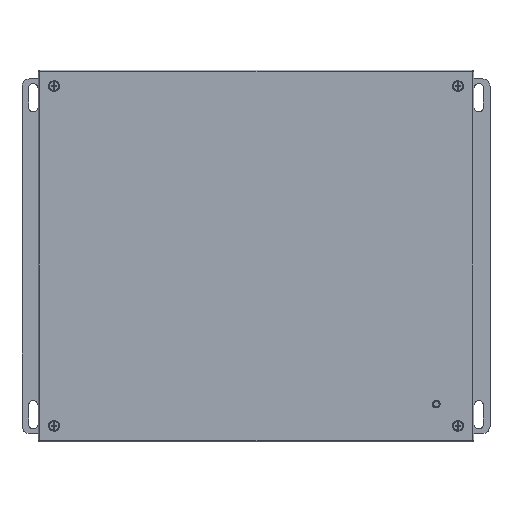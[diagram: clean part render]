
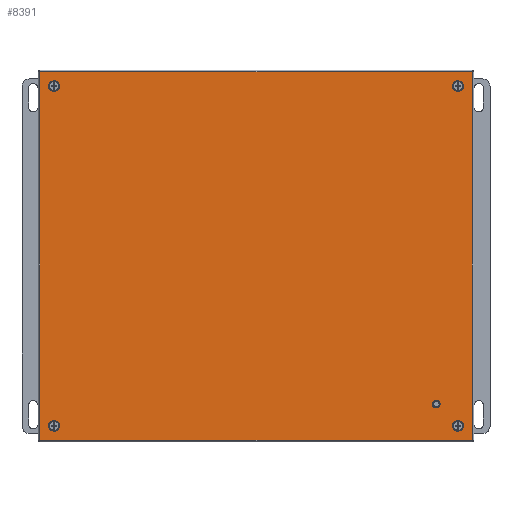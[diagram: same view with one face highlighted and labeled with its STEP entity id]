
A CAD part, top view. The second image highlights one B-rep face of the part: STEP entity #8391.
In plain terms, the highlighted planar face has unit normal (0, 0, 1).
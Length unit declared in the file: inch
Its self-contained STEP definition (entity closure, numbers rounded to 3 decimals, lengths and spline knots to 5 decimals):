
#286 = DIRECTION ( 'NONE',  ( -1., 0., 0. ) ) ;
#306 = FACE_BOUND ( 'NONE', #3178, .T. ) ;
#682 = EDGE_LOOP ( 'NONE', ( #15806 ) ) ;
#1022 = CARTESIAN_POINT ( 'NONE',  ( 14.23115, -0.10635, 6.135 ) ) ;
#2307 = CARTESIAN_POINT ( 'NONE',  ( 12.9346, 1.09365, 6.135 ) ) ;
#2732 = ORIENTED_EDGE ( 'NONE', *, *, #27693, .T. ) ;
#2799 = CARTESIAN_POINT ( 'NONE',  ( 13.7499, 0.3749, 6.135 ) ) ;
#3178 = EDGE_LOOP ( 'NONE', ( #4027 ) ) ;
#3313 = ORIENTED_EDGE ( 'NONE', *, *, #7311, .T. ) ;
#3502 = FACE_BOUND ( 'NONE', #37077, .T. ) ;
#4027 = ORIENTED_EDGE ( 'NONE', *, *, #17542, .T. ) ;
#4330 = CARTESIAN_POINT ( 'NONE',  ( 13.03115, 1.09365, 6.135 ) ) ;
#4532 = CIRCLE ( 'NONE', #20294, 0.133 ) ;
#4638 = EDGE_CURVE ( 'NONE', #8581, #8581, #41851, .T. ) ;
#4656 = EDGE_LOOP ( 'NONE', ( #2732, #38035, #3313, #38741 ) ) ;
#6052 = AXIS2_PLACEMENT_3D ( 'NONE', #30852, #30187, #24078 ) ;
#6486 = FACE_BOUND ( 'NONE', #14411, .T. ) ;
#6704 = VECTOR ( 'NONE', #40448, 39.37008 ) ;
#6885 = DIRECTION ( 'NONE',  ( 0., 0., -1. ) ) ;
#7311 = EDGE_CURVE ( 'NONE', #27051, #27950, #38645, .T. ) ;
#7354 = DIRECTION ( 'NONE',  ( 0., 0., -1. ) ) ;
#7721 = CARTESIAN_POINT ( 'NONE',  ( 14.28117, 12.10625, 6.135 ) ) ;
#8107 = VERTEX_POINT ( 'NONE', #33501 ) ;
#8391 = ADVANCED_FACE ( 'NONE', ( #6486, #32766, #20040, #306, #3502, #16594 ), #13387, .F. ) ;
#8581 = VERTEX_POINT ( 'NONE', #2307 ) ;
#10429 = CARTESIAN_POINT ( 'NONE',  ( 13.7499, 11.625, 6.135 ) ) ;
#11080 = VERTEX_POINT ( 'NONE', #38550 ) ;
#11639 = LINE ( 'NONE', #40237, #6704 ) ;
#11977 = VECTOR ( 'NONE', #23793, 39.37008 ) ;
#13229 = CIRCLE ( 'NONE', #33662, 0.133 ) ;
#13362 = DIRECTION ( 'NONE',  ( 0., 0., -1. ) ) ;
#13387 = PLANE ( 'NONE',  #6052 ) ;
#14169 = EDGE_LOOP ( 'NONE', ( #17856 ) ) ;
#14411 = EDGE_LOOP ( 'NONE', ( #17533 ) ) ;
#15369 = AXIS2_PLACEMENT_3D ( 'NONE', #10429, #39467, #32797 ) ;
#15806 = ORIENTED_EDGE ( 'NONE', *, *, #4638, .T. ) ;
#16594 = FACE_OUTER_BOUND ( 'NONE', #4656, .T. ) ;
#16641 = VERTEX_POINT ( 'NONE', #23699 ) ;
#17533 = ORIENTED_EDGE ( 'NONE', *, *, #22729, .T. ) ;
#17542 = EDGE_CURVE ( 'NONE', #27766, #27766, #4532, .T. ) ;
#17548 = EDGE_CURVE ( 'NONE', #8107, #8107, #40041, .T. ) ;
#17565 = CARTESIAN_POINT ( 'NONE',  ( -0.10625, -0.10635, 6.135 ) ) ;
#17856 = ORIENTED_EDGE ( 'NONE', *, *, #32884, .T. ) ;
#18843 = CARTESIAN_POINT ( 'NONE',  ( -0.10625, 8.05245, 6.135 ) ) ;
#19260 = VERTEX_POINT ( 'NONE', #35260 ) ;
#20022 = CARTESIAN_POINT ( 'NONE',  ( 0.375, 11.625, 6.135 ) ) ;
#20040 = FACE_BOUND ( 'NONE', #14169, .T. ) ;
#20294 = AXIS2_PLACEMENT_3D ( 'NONE', #23021, #6885, #286 ) ;
#20591 = LINE ( 'NONE', #7721, #11977 ) ;
#20712 = CARTESIAN_POINT ( 'NONE',  ( 14.23115, 12.10625, 6.135 ) ) ;
#22729 = EDGE_CURVE ( 'NONE', #16641, #16641, #32274, .T. ) ;
#23021 = CARTESIAN_POINT ( 'NONE',  ( 0.375, 0.3749, 6.135 ) ) ;
#23699 = CARTESIAN_POINT ( 'NONE',  ( 13.6169, 11.625, 6.135 ) ) ;
#23793 = DIRECTION ( 'NONE',  ( -1., 0., 0. ) ) ;
#24078 = DIRECTION ( 'NONE',  ( -1., 0., 0. ) ) ;
#24371 = CARTESIAN_POINT ( 'NONE',  ( 0.242, 0.3749, 6.135 ) ) ;
#25220 = VECTOR ( 'NONE', #38222, 39.37008 ) ;
#25409 = CARTESIAN_POINT ( 'NONE',  ( 14.23115, 8.05245, 6.135 ) ) ;
#25418 = LINE ( 'NONE', #18843, #28302 ) ;
#27051 = VERTEX_POINT ( 'NONE', #1022 ) ;
#27693 = EDGE_CURVE ( 'NONE', #19260, #35692, #25418, .T. ) ;
#27766 = VERTEX_POINT ( 'NONE', #24371 ) ;
#27950 = VERTEX_POINT ( 'NONE', #20712 ) ;
#28302 = VECTOR ( 'NONE', #38441, 39.37008 ) ;
#28884 = DIRECTION ( 'NONE',  ( 0., 0., -1. ) ) ;
#30187 = DIRECTION ( 'NONE',  ( 0., 0., -1. ) ) ;
#30852 = CARTESIAN_POINT ( 'NONE',  ( 14.28117, 8.05245, 6.135 ) ) ;
#31159 = AXIS2_PLACEMENT_3D ( 'NONE', #20022, #13362, #39198 ) ;
#32274 = CIRCLE ( 'NONE', #15369, 0.133 ) ;
#32766 = FACE_BOUND ( 'NONE', #682, .T. ) ;
#32797 = DIRECTION ( 'NONE',  ( -1., 0., 0. ) ) ;
#32884 = EDGE_CURVE ( 'NONE', #11080, #11080, #13229, .T. ) ;
#33501 = CARTESIAN_POINT ( 'NONE',  ( 0.242, 11.625, 6.135 ) ) ;
#33662 = AXIS2_PLACEMENT_3D ( 'NONE', #2799, #28884, #41945 ) ;
#33920 = EDGE_CURVE ( 'NONE', #27950, #19260, #20591, .T. ) ;
#35019 = AXIS2_PLACEMENT_3D ( 'NONE', #4330, #7354, #40917 ) ;
#35260 = CARTESIAN_POINT ( 'NONE',  ( -0.10625, 12.10625, 6.135 ) ) ;
#35692 = VERTEX_POINT ( 'NONE', #17565 ) ;
#37077 = EDGE_LOOP ( 'NONE', ( #40355 ) ) ;
#38035 = ORIENTED_EDGE ( 'NONE', *, *, #40377, .T. ) ;
#38222 = DIRECTION ( 'NONE',  ( 0., 1., 0. ) ) ;
#38441 = DIRECTION ( 'NONE',  ( 0., -1., 0. ) ) ;
#38550 = CARTESIAN_POINT ( 'NONE',  ( 13.6169, 0.3749, 6.135 ) ) ;
#38645 = LINE ( 'NONE', #25409, #25220 ) ;
#38741 = ORIENTED_EDGE ( 'NONE', *, *, #33920, .T. ) ;
#39198 = DIRECTION ( 'NONE',  ( -1., 0., 0. ) ) ;
#39467 = DIRECTION ( 'NONE',  ( 0., 0., -1. ) ) ;
#40041 = CIRCLE ( 'NONE', #31159, 0.133 ) ;
#40237 = CARTESIAN_POINT ( 'NONE',  ( 14.28117, -0.10635, 6.135 ) ) ;
#40355 = ORIENTED_EDGE ( 'NONE', *, *, #17548, .T. ) ;
#40377 = EDGE_CURVE ( 'NONE', #35692, #27051, #11639, .T. ) ;
#40448 = DIRECTION ( 'NONE',  ( 1., 0., 0. ) ) ;
#40917 = DIRECTION ( 'NONE',  ( -1., 0., 0. ) ) ;
#41851 = CIRCLE ( 'NONE', #35019, 0.09655 ) ;
#41945 = DIRECTION ( 'NONE',  ( -1., 0., 0. ) ) ;
